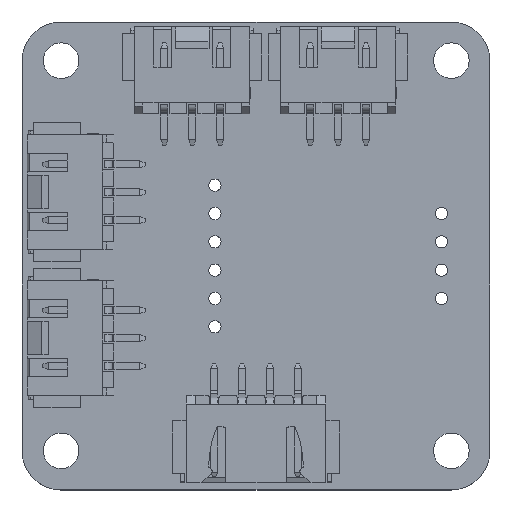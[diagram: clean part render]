
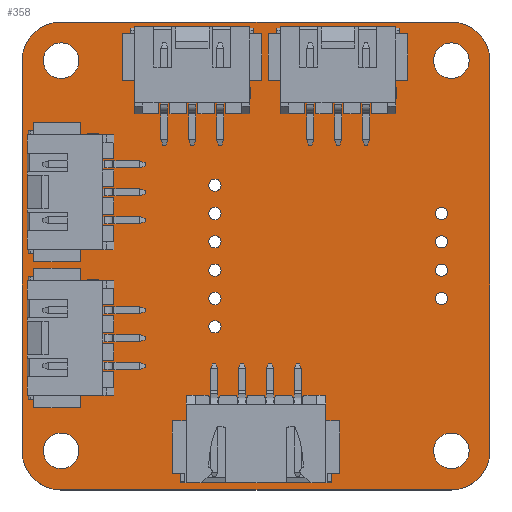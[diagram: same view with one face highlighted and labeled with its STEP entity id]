
A CAD part, top view. The second image highlights one B-rep face of the part: STEP entity #358.
In plain terms, the highlighted planar face has unit normal (0, 0, 1).
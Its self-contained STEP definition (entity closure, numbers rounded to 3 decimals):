
#55 = VERTEX_POINT('',#56);
#56 = CARTESIAN_POINT('',(-17.5,-20.987,1.6
    ));
#62 = EDGE_CURVE('',#55,#63,#65,.T.);
#63 = VERTEX_POINT('',#64);
#64 = CARTESIAN_POINT('',(-20.987,-17.5,1.6
    ));
#65 = CIRCLE('',#66,3.487);
#66 = AXIS2_PLACEMENT_3D('',#67,#68,#69);
#67 = CARTESIAN_POINT('',(-17.5,-17.5,1.6
    ));
#68 = DIRECTION('',(-0.,0.,-1.));
#69 = DIRECTION('',(0.,-1.,-0.));
#97 = VERTEX_POINT('',#98);
#98 = CARTESIAN_POINT('',(17.5,-20.987,1.6
    ));
#104 = EDGE_CURVE('',#97,#55,#105,.T.);
#105 = LINE('',#106,#107);
#106 = CARTESIAN_POINT('',(17.5,-20.987,
    1.6));
#107 = VECTOR('',#108,1.);
#108 = DIRECTION('',(-1.,0.,0.));
#126 = EDGE_CURVE('',#63,#127,#129,.T.);
#127 = VERTEX_POINT('',#128);
#128 = CARTESIAN_POINT('',(-20.987,17.5,
    1.6));
#129 = LINE('',#130,#131);
#130 = CARTESIAN_POINT('',(-20.987,-17.5,
    1.6));
#131 = VECTOR('',#132,1.);
#132 = DIRECTION('',(0.,1.,0.));
#358 = ADVANCED_FACE('',(#359,#405,#416,#427,#438,#449,#460,#471,#482,
    #493,#504,#515,#526,#537,#548),#559,.F.);
#359 = FACE_BOUND('',#360,.F.);
#360 = EDGE_LOOP('',(#361,#362,#363,#372,#380,#389,#397,#404));
#361 = ORIENTED_EDGE('',*,*,#62,.T.);
#362 = ORIENTED_EDGE('',*,*,#126,.T.);
#363 = ORIENTED_EDGE('',*,*,#364,.T.);
#364 = EDGE_CURVE('',#127,#365,#367,.T.);
#365 = VERTEX_POINT('',#366);
#366 = CARTESIAN_POINT('',(-17.5,20.987,
    1.6));
#367 = CIRCLE('',#368,3.487);
#368 = AXIS2_PLACEMENT_3D('',#369,#370,#371);
#369 = CARTESIAN_POINT('',(-17.5,17.5,
    1.6));
#370 = DIRECTION('',(0.,0.,-1.));
#371 = DIRECTION('',(-1.,0.,-0.));
#372 = ORIENTED_EDGE('',*,*,#373,.T.);
#373 = EDGE_CURVE('',#365,#374,#376,.T.);
#374 = VERTEX_POINT('',#375);
#375 = CARTESIAN_POINT('',(17.5,20.987,
    1.6));
#376 = LINE('',#377,#378);
#377 = CARTESIAN_POINT('',(-17.5,20.987,
    1.6));
#378 = VECTOR('',#379,1.);
#379 = DIRECTION('',(1.,0.,0.));
#380 = ORIENTED_EDGE('',*,*,#381,.T.);
#381 = EDGE_CURVE('',#374,#382,#384,.T.);
#382 = VERTEX_POINT('',#383);
#383 = CARTESIAN_POINT('',(20.987,17.5,
    1.6));
#384 = CIRCLE('',#385,3.487);
#385 = AXIS2_PLACEMENT_3D('',#386,#387,#388);
#386 = CARTESIAN_POINT('',(17.5,17.5,
    1.6));
#387 = DIRECTION('',(0.,0.,-1.));
#388 = DIRECTION('',(0.,1.,0.));
#389 = ORIENTED_EDGE('',*,*,#390,.T.);
#390 = EDGE_CURVE('',#382,#391,#393,.T.);
#391 = VERTEX_POINT('',#392);
#392 = CARTESIAN_POINT('',(20.987,-17.5,
    1.6));
#393 = LINE('',#394,#395);
#394 = CARTESIAN_POINT('',(20.987,17.5,
    1.6));
#395 = VECTOR('',#396,1.);
#396 = DIRECTION('',(0.,-1.,0.));
#397 = ORIENTED_EDGE('',*,*,#398,.T.);
#398 = EDGE_CURVE('',#391,#97,#399,.T.);
#399 = CIRCLE('',#400,3.487);
#400 = AXIS2_PLACEMENT_3D('',#401,#402,#403);
#401 = CARTESIAN_POINT('',(17.5,-17.5,
    1.6));
#402 = DIRECTION('',(0.,0.,-1.));
#403 = DIRECTION('',(1.,0.,0.));
#404 = ORIENTED_EDGE('',*,*,#104,.T.);
#405 = FACE_BOUND('',#406,.F.);
#406 = EDGE_LOOP('',(#407));
#407 = ORIENTED_EDGE('',*,*,#408,.T.);
#408 = EDGE_CURVE('',#409,#409,#411,.T.);
#409 = VERTEX_POINT('',#410);
#410 = CARTESIAN_POINT('',(19.118,-17.482,
    1.6));
#411 = CIRCLE('',#412,1.6);
#412 = AXIS2_PLACEMENT_3D('',#413,#414,#415);
#413 = CARTESIAN_POINT('',(17.518,-17.482,
    1.6));
#414 = DIRECTION('',(0.,0.,1.));
#415 = DIRECTION('',(1.,0.,-0.));
#416 = FACE_BOUND('',#417,.F.);
#417 = EDGE_LOOP('',(#418));
#418 = ORIENTED_EDGE('',*,*,#419,.T.);
#419 = EDGE_CURVE('',#420,#420,#422,.T.);
#420 = VERTEX_POINT('',#421);
#421 = CARTESIAN_POINT('',(17.187,-3.81,
    1.6));
#422 = CIRCLE('',#423,0.55);
#423 = AXIS2_PLACEMENT_3D('',#424,#425,#426);
#424 = CARTESIAN_POINT('',(16.637,-3.81,
    1.6));
#425 = DIRECTION('',(0.,0.,1.));
#426 = DIRECTION('',(1.,0.,-0.));
#427 = FACE_BOUND('',#428,.F.);
#428 = EDGE_LOOP('',(#429));
#429 = ORIENTED_EDGE('',*,*,#430,.T.);
#430 = EDGE_CURVE('',#431,#431,#433,.T.);
#431 = VERTEX_POINT('',#432);
#432 = CARTESIAN_POINT('',(17.187,-1.27,
    1.6));
#433 = CIRCLE('',#434,0.55);
#434 = AXIS2_PLACEMENT_3D('',#435,#436,#437);
#435 = CARTESIAN_POINT('',(16.637,-1.27,
    1.6));
#436 = DIRECTION('',(0.,0.,1.));
#437 = DIRECTION('',(1.,0.,-0.));
#438 = FACE_BOUND('',#439,.F.);
#439 = EDGE_LOOP('',(#440));
#440 = ORIENTED_EDGE('',*,*,#441,.T.);
#441 = EDGE_CURVE('',#442,#442,#444,.T.);
#442 = VERTEX_POINT('',#443);
#443 = CARTESIAN_POINT('',(-15.882,-17.482,
    1.6));
#444 = CIRCLE('',#445,1.6);
#445 = AXIS2_PLACEMENT_3D('',#446,#447,#448);
#446 = CARTESIAN_POINT('',(-17.482,-17.482,
    1.6));
#447 = DIRECTION('',(0.,0.,1.));
#448 = DIRECTION('',(1.,0.,-0.));
#449 = FACE_BOUND('',#450,.F.);
#450 = EDGE_LOOP('',(#451));
#451 = ORIENTED_EDGE('',*,*,#452,.T.);
#452 = EDGE_CURVE('',#453,#453,#455,.T.);
#453 = VERTEX_POINT('',#454);
#454 = CARTESIAN_POINT('',(-3.133,-6.35,
    1.6));
#455 = CIRCLE('',#456,0.55);
#456 = AXIS2_PLACEMENT_3D('',#457,#458,#459);
#457 = CARTESIAN_POINT('',(-3.683,-6.35,
    1.6));
#458 = DIRECTION('',(0.,0.,1.));
#459 = DIRECTION('',(1.,0.,-0.));
#460 = FACE_BOUND('',#461,.F.);
#461 = EDGE_LOOP('',(#462));
#462 = ORIENTED_EDGE('',*,*,#463,.T.);
#463 = EDGE_CURVE('',#464,#464,#466,.T.);
#464 = VERTEX_POINT('',#465);
#465 = CARTESIAN_POINT('',(-3.133,-3.81,
    1.6));
#466 = CIRCLE('',#467,0.55);
#467 = AXIS2_PLACEMENT_3D('',#468,#469,#470);
#468 = CARTESIAN_POINT('',(-3.683,-3.81,
    1.6));
#469 = DIRECTION('',(0.,0.,1.));
#470 = DIRECTION('',(1.,0.,-0.));
#471 = FACE_BOUND('',#472,.F.);
#472 = EDGE_LOOP('',(#473));
#473 = ORIENTED_EDGE('',*,*,#474,.T.);
#474 = EDGE_CURVE('',#475,#475,#477,.T.);
#475 = VERTEX_POINT('',#476);
#476 = CARTESIAN_POINT('',(-3.133,-1.27,
    1.6));
#477 = CIRCLE('',#478,0.55);
#478 = AXIS2_PLACEMENT_3D('',#479,#480,#481);
#479 = CARTESIAN_POINT('',(-3.683,-1.27,
    1.6));
#480 = DIRECTION('',(0.,0.,1.));
#481 = DIRECTION('',(1.,0.,-0.));
#482 = FACE_BOUND('',#483,.F.);
#483 = EDGE_LOOP('',(#484));
#484 = ORIENTED_EDGE('',*,*,#485,.T.);
#485 = EDGE_CURVE('',#486,#486,#488,.T.);
#486 = VERTEX_POINT('',#487);
#487 = CARTESIAN_POINT('',(17.187,1.27,1.6
    ));
#488 = CIRCLE('',#489,0.55);
#489 = AXIS2_PLACEMENT_3D('',#490,#491,#492);
#490 = CARTESIAN_POINT('',(16.637,1.27,1.6
    ));
#491 = DIRECTION('',(0.,0.,1.));
#492 = DIRECTION('',(1.,0.,-0.));
#493 = FACE_BOUND('',#494,.F.);
#494 = EDGE_LOOP('',(#495));
#495 = ORIENTED_EDGE('',*,*,#496,.T.);
#496 = EDGE_CURVE('',#497,#497,#499,.T.);
#497 = VERTEX_POINT('',#498);
#498 = CARTESIAN_POINT('',(17.187,3.81,1.6
    ));
#499 = CIRCLE('',#500,0.55);
#500 = AXIS2_PLACEMENT_3D('',#501,#502,#503);
#501 = CARTESIAN_POINT('',(16.637,3.81,1.6
    ));
#502 = DIRECTION('',(0.,0.,1.));
#503 = DIRECTION('',(1.,0.,-0.));
#504 = FACE_BOUND('',#505,.F.);
#505 = EDGE_LOOP('',(#506));
#506 = ORIENTED_EDGE('',*,*,#507,.T.);
#507 = EDGE_CURVE('',#508,#508,#510,.T.);
#508 = VERTEX_POINT('',#509);
#509 = CARTESIAN_POINT('',(19.118,17.518,
    1.6));
#510 = CIRCLE('',#511,1.6);
#511 = AXIS2_PLACEMENT_3D('',#512,#513,#514);
#512 = CARTESIAN_POINT('',(17.518,17.518,
    1.6));
#513 = DIRECTION('',(0.,0.,1.));
#514 = DIRECTION('',(1.,0.,-0.));
#515 = FACE_BOUND('',#516,.F.);
#516 = EDGE_LOOP('',(#517));
#517 = ORIENTED_EDGE('',*,*,#518,.T.);
#518 = EDGE_CURVE('',#519,#519,#521,.T.);
#519 = VERTEX_POINT('',#520);
#520 = CARTESIAN_POINT('',(-3.133,1.27,1.6
    ));
#521 = CIRCLE('',#522,0.55);
#522 = AXIS2_PLACEMENT_3D('',#523,#524,#525);
#523 = CARTESIAN_POINT('',(-3.683,1.27,1.6
    ));
#524 = DIRECTION('',(0.,0.,1.));
#525 = DIRECTION('',(1.,0.,-0.));
#526 = FACE_BOUND('',#527,.F.);
#527 = EDGE_LOOP('',(#528));
#528 = ORIENTED_EDGE('',*,*,#529,.T.);
#529 = EDGE_CURVE('',#530,#530,#532,.T.);
#530 = VERTEX_POINT('',#531);
#531 = CARTESIAN_POINT('',(-3.133,3.81,1.6
    ));
#532 = CIRCLE('',#533,0.55);
#533 = AXIS2_PLACEMENT_3D('',#534,#535,#536);
#534 = CARTESIAN_POINT('',(-3.683,3.81,1.6
    ));
#535 = DIRECTION('',(0.,0.,1.));
#536 = DIRECTION('',(1.,0.,-0.));
#537 = FACE_BOUND('',#538,.F.);
#538 = EDGE_LOOP('',(#539));
#539 = ORIENTED_EDGE('',*,*,#540,.T.);
#540 = EDGE_CURVE('',#541,#541,#543,.T.);
#541 = VERTEX_POINT('',#542);
#542 = CARTESIAN_POINT('',(-3.133,6.35,1.6
    ));
#543 = CIRCLE('',#544,0.55);
#544 = AXIS2_PLACEMENT_3D('',#545,#546,#547);
#545 = CARTESIAN_POINT('',(-3.683,6.35,1.6
    ));
#546 = DIRECTION('',(0.,0.,1.));
#547 = DIRECTION('',(1.,0.,-0.));
#548 = FACE_BOUND('',#549,.F.);
#549 = EDGE_LOOP('',(#550));
#550 = ORIENTED_EDGE('',*,*,#551,.T.);
#551 = EDGE_CURVE('',#552,#552,#554,.T.);
#552 = VERTEX_POINT('',#553);
#553 = CARTESIAN_POINT('',(-15.882,17.518,
    1.6));
#554 = CIRCLE('',#555,1.6);
#555 = AXIS2_PLACEMENT_3D('',#556,#557,#558);
#556 = CARTESIAN_POINT('',(-17.482,17.518,
    1.6));
#557 = DIRECTION('',(0.,0.,1.));
#558 = DIRECTION('',(1.,0.,-0.));
#559 = PLANE('',#560);
#560 = AXIS2_PLACEMENT_3D('',#561,#562,#563);
#561 = CARTESIAN_POINT('',(0.,0.,
    1.6));
#562 = DIRECTION('',(-0.,-0.,-1.));
#563 = DIRECTION('',(-1.,0.,0.));
